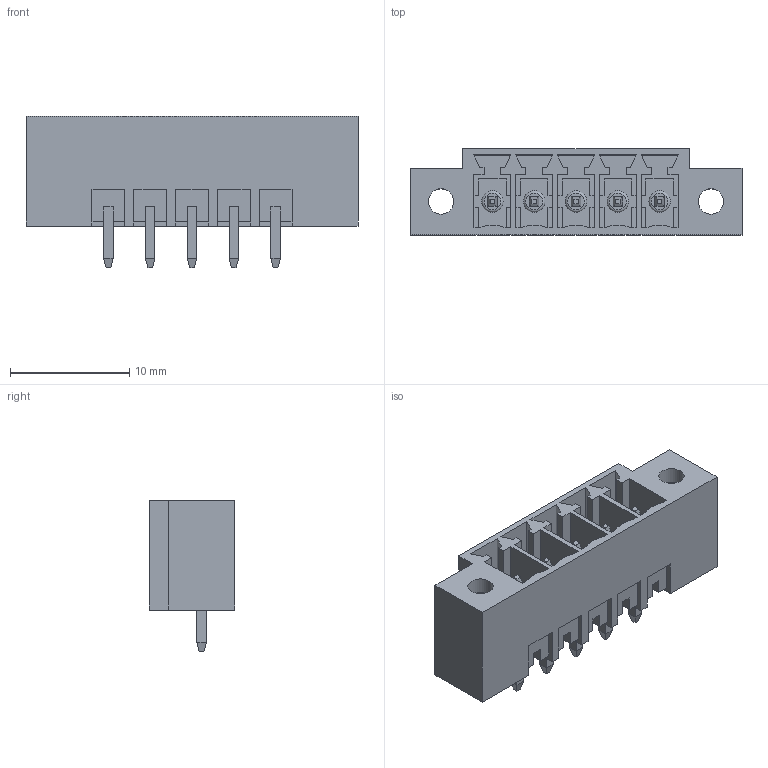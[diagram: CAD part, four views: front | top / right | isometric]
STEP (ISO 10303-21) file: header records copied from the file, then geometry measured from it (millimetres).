
FILE_DESCRIPTION( ( 'Unknown' ), '1' );
FILE_NAME( '691323100005.stp', 'Unknown', ( 'Quentin LAIDEBEUR' ), ( 'WE' ), 'PSStep 15.0.49', 'Sample-box', ' ' );
FILE_SCHEMA( ( 'AUTOMOTIVE_DESIGN { 1 0 10303 214 1 1 1 1 }' ) );
Length unit declared in the file: millimetre
Products named in the file (4): Assem1; 691325110005; 6913231100xx_PIN; 6913231100xx_INSERT
Assembly tree (8 placements, depth 2):
  Assem1
    691325110005
    6913231100xx_PIN  x5
    6913231100xx_INSERT  x2
Bounding box: 27.8 x 7.2 x 12.7 mm (x, y, z)
Volume: 955.7 mm3; surface area: 2618.4 mm2
Topology: 8 solids, 8 shells, 323 faces, 849 edges, 549 vertices
Faces by surface type: plane 300, cylinder 14, torus 9
Full cylindrical faces by diameter (mm): 1.8 x5, 2.121 x4
Entity records: 10304 total; most frequent: CARTESIAN_POINT 1667, ORIENTED_EDGE 1378, DIRECTION 1240, EDGE_CURVE 689, LINE 644, VECTOR 644, VERTEX_POINT 461, AXIS2_PLACEMENT_3D 298
